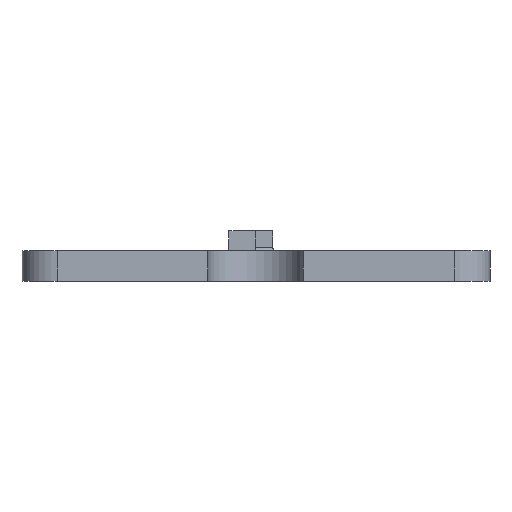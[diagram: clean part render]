
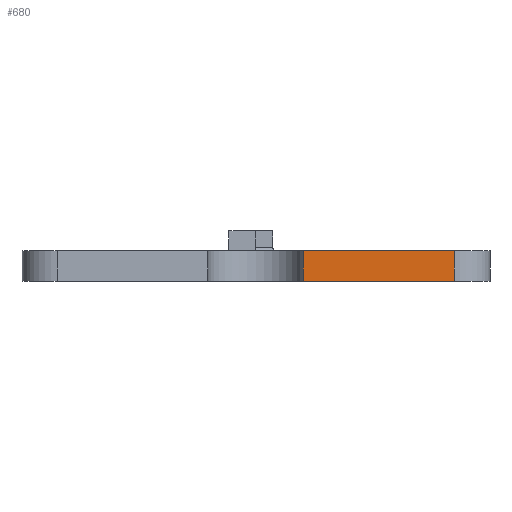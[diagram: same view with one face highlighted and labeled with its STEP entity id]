
A CAD part, left-side view. The second image highlights one B-rep face of the part: STEP entity #680.
In plain terms, the highlighted planar face has unit normal (-1, 0, 0).
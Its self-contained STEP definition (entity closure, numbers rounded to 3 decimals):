
#221=CARTESIAN_POINT('Vertex',(-20.,-10.,1.55)) ;
#224=CARTESIAN_POINT('Line Origine',(-20.,-10.,0.775)) ;
#228=CARTESIAN_POINT('Vertex',(-20.,-10.,0.)) ;
#650=CARTESIAN_POINT('Axis2P3D Location',(-20.,-10.,0.)) ;
#655=CARTESIAN_POINT('Line Origine',(-20.,-2.4,0.775)) ;
#659=CARTESIAN_POINT('Vertex',(-20.,-2.4,1.55)) ;
#661=CARTESIAN_POINT('Vertex',(-20.,-2.4,0.)) ;
#664=CARTESIAN_POINT('Line Origine',(-20.,-6.2,0.)) ;
#669=CARTESIAN_POINT('Line Origine',(-20.,-6.2,1.55)) ;
#225=DIRECTION('Vector Direction',(0.,0.,1.)) ;
#651=DIRECTION('Axis2P3D Direction',(1.,0.,0.)) ;
#652=DIRECTION('Axis2P3D XDirection',(0.,1.,0.)) ;
#656=DIRECTION('Vector Direction',(0.,0.,-1.)) ;
#665=DIRECTION('Vector Direction',(0.,1.,0.)) ;
#670=DIRECTION('Vector Direction',(0.,1.,0.)) ;
#653=AXIS2_PLACEMENT_3D('Plane Axis2P3D',#650,#651,#652) ;
#675=ORIENTED_EDGE('',*,*,#663,.T.) ;
#676=ORIENTED_EDGE('',*,*,#668,.T.) ;
#677=ORIENTED_EDGE('',*,*,#230,.T.) ;
#678=ORIENTED_EDGE('',*,*,#673,.F.) ;
#226=VECTOR('Line Direction',#225,1.) ;
#657=VECTOR('Line Direction',#656,1.) ;
#666=VECTOR('Line Direction',#665,1.) ;
#671=VECTOR('Line Direction',#670,1.) ;
#680=ADVANCED_FACE('PartBody',(#679),#654,.F.) ;
#230=EDGE_CURVE('',#229,#222,#227,.T.) ;
#663=EDGE_CURVE('',#660,#662,#658,.T.) ;
#668=EDGE_CURVE('',#662,#229,#667,.F.) ;
#673=EDGE_CURVE('',#660,#222,#672,.F.) ;
#674=EDGE_LOOP('',(#675,#676,#677,#678)) ;
#679=FACE_OUTER_BOUND('',#674,.T.) ;
#227=LINE('Line',#224,#226) ;
#658=LINE('Line',#655,#657) ;
#667=LINE('Line',#664,#666) ;
#672=LINE('Line',#669,#671) ;
#654=PLANE('Plane',#653) ;
#222=VERTEX_POINT('',#221) ;
#229=VERTEX_POINT('',#228) ;
#660=VERTEX_POINT('',#659) ;
#662=VERTEX_POINT('',#661) ;
